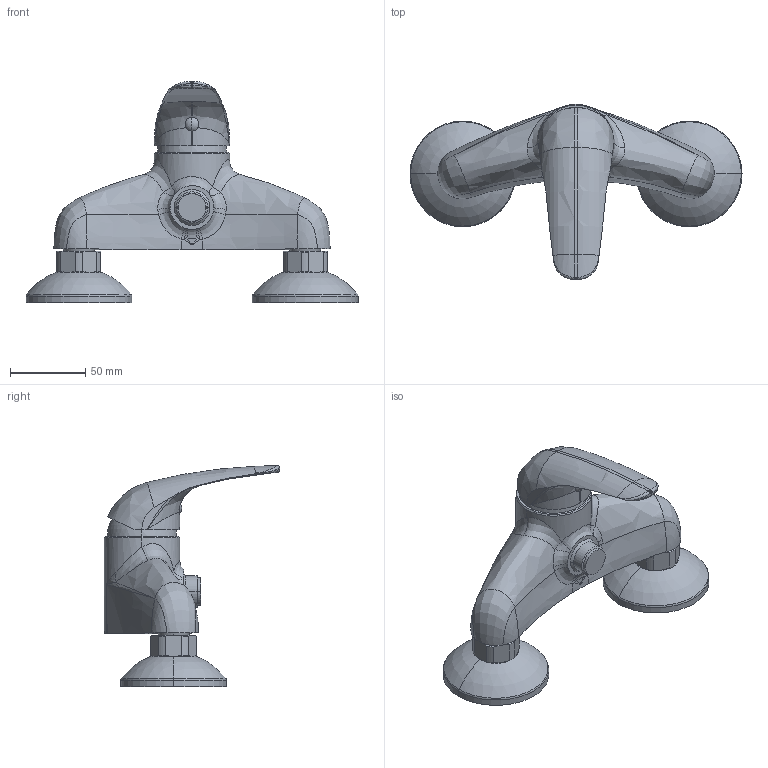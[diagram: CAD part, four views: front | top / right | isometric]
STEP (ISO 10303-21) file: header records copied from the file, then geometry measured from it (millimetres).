
FILE_DESCRIPTION((''),'2;1');
FILE_NAME('DU168CR','2021-11-09T13:47:31',('ut3'),('PAFFONI SpA'),'CREO PARAMETRIC BY PTC INC, 2020044','CREO PARAMETRIC BY PTC INC, 2020044','');
FILE_SCHEMA(('CONFIG_CONTROL_DESIGN','SHAPE_APPEARANCE_LAYERS_GROUPS'));
Length unit declared in the file: millimetre
Products named in the file (1): DU168CR
Bounding box: 220 x 116.35 x 146.52 mm (x, y, z)
Volume: 500836.5 mm3; surface area: 67751.3 mm2
Topology: 1 solids, 1 shells, 189 faces, 458 edges, 277 vertices
Faces by surface type: bspline 58, cylinder 43, cone 38, plane 36, sphere 8, torus 6
Entity records: 13072 total; most frequent: CARTESIAN_POINT 7784, ORIENTED_EDGE 908, DIRECTION 684, EDGE_CURVE 454, AXIS2_PLACEMENT_3D 302, VERTEX_POINT 277, B_SPLINE_CURVE_WITH_KNOTS 203, EDGE_LOOP 199
